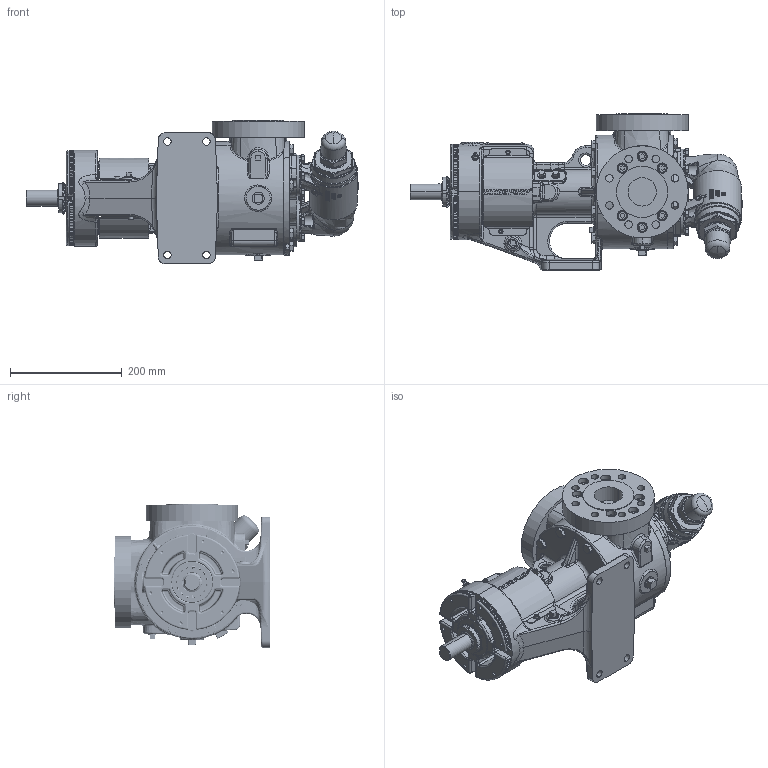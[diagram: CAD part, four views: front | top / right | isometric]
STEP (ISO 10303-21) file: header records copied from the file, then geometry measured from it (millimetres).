
FILE_DESCRIPTION (( 'STEP AP214' ), '1' );
FILE_NAME ('KV-2648.STEP', '2024-04-03T13:10:51', ( '' ), ( '' ), 'SwSTEP 2.0', 'SolidWorks 2022', '' );
FILE_SCHEMA (( 'AUTOMOTIVE_DESIGN' ));
Length unit declared in the file: inch
Products named in the file (1): KV-2648
Bounding box: 594.8 x 279.4 x 257.18 mm (x, y, z)
Volume: 10389769.4 mm3; surface area: 758774 mm2
Topology: 1 solids, 13 shells, 5553 faces, 14012 edges, 8693 vertices
Faces by surface type: plane 1851, bspline 1768, cone 899, cylinder 742, torus 182, sphere 111
Entity records: 323028 total; most frequent: CARTESIAN_POINT 131550, ORIENTED_EDGE 27750, DIRECTION 20257, EDGE_CURVE 13875, VERTEX_POINT 8682, AXIS2_PLACEMENT_3D 7479, EDGE_LOOP 5953, UNCERTAINTY_MEASURE_WITH_UNIT 5556
